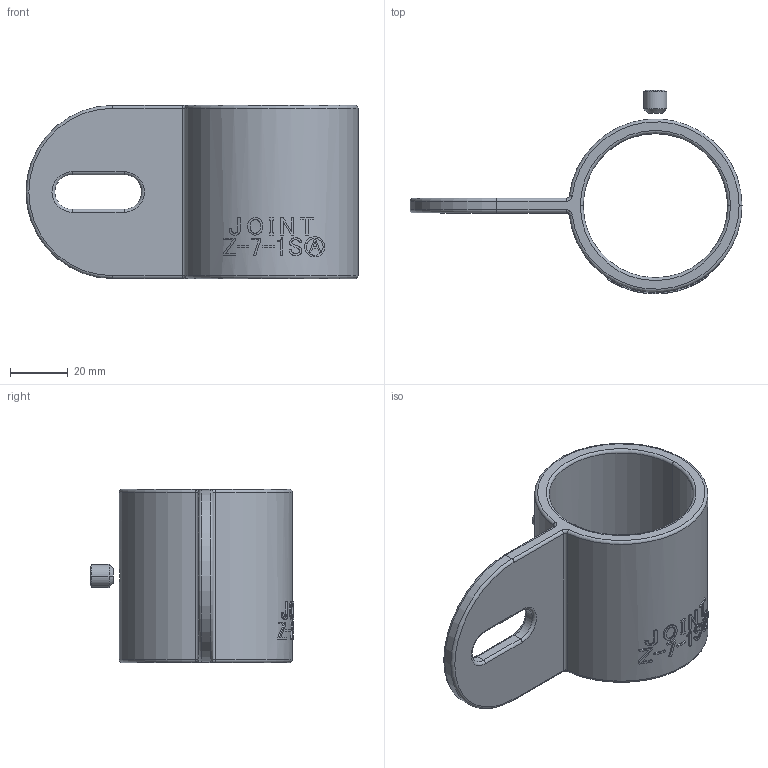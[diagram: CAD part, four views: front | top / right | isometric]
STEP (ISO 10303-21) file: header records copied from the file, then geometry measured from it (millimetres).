
FILE_DESCRIPTION (( 'STEP AP214' ), '1' );
FILE_NAME ('Z-7-1S.STEP', '2015-11-24T10:32:07', ( 'user' ), ( 'Hewlett-Packard Company' ), 'SwSTEP 2.0', 'SolidWorks 2014', '' );
FILE_SCHEMA (( 'AUTOMOTIVE_DESIGN' ));
Length unit declared in the file: millimetre
Products named in the file (3): hexagon socket set screw cup point_jis_JIS B 1177 Cup point M8 x 8 --N; part_Z-7-1S; Z-7-1S
Assembly tree (2 placements, depth 2):
  Z-7-1S
    part_Z-7-1S
    hexagon socket set screw cup point_jis_JIS B 1177 Cup point M8 x 8 --N
Bounding box: 115 x 70.5 x 60 mm (x, y, z)
Volume: 64738 mm3; surface area: 28413.2 mm2
Topology: 2 solids, 2 shells, 210 faces, 543 edges, 352 vertices
Faces by surface type: plane 93, bspline 57, cylinder 36, torus 18, cone 6
Entity records: 9169 total; most frequent: CARTESIAN_POINT 4231, ORIENTED_EDGE 1082, DIRECTION 858, EDGE_CURVE 541, VERTEX_POINT 352, AXIS2_PLACEMENT_3D 304, LINE 250, VECTOR 250
